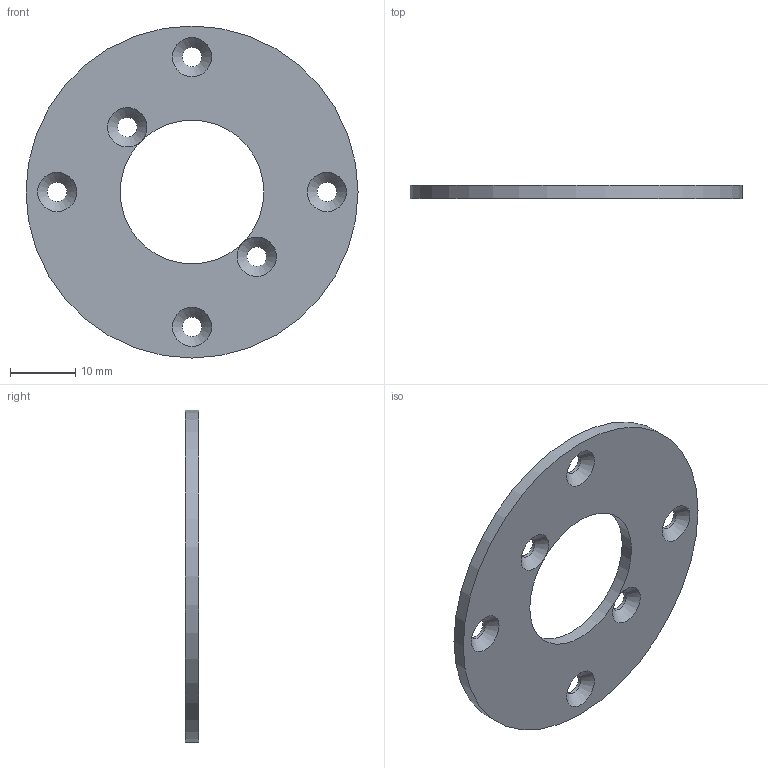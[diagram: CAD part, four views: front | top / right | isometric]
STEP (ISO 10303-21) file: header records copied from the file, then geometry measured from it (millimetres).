
FILE_DESCRIPTION(/* description */ (''),/* implementation_level */ '2;1');
FILE_NAME(/* name */ 'anschluss_programmer.stp',/* time_stamp */ '2019-02-22T18:40:13+01:00',/* author */ ('wepet'),/* organization */ (''),/* preprocessor_version */ 'ST-DEVELOPER v16.13',/* originating_system */ 'Autodesk Inventor 2018',/* authorisation */ '');
FILE_SCHEMA (('AUTOMOTIVE_DESIGN { 1 0 10303 214 3 1 1 }'));
Length unit declared in the file: millimetre
Products named in the file (1): anschluss_daten
Bounding box: 50.8 x 2 x 50.8 mm (x, y, z)
Volume: 3123.7 mm3; surface area: 3747 mm2
Topology: 1 solids, 1 shells, 16 faces, 53 edges, 49 vertices
Faces by surface type: cylinder 8, cone 6, plane 2
Full cylindrical faces by diameter (mm): 3 x6, 22 x1, 50.8 x1
Entity records: 530 total; most frequent: CARTESIAN_POINT 82, DIRECTION 80, EDGE_LOOP 44, ORIENTED_EDGE 44, AXIS2_PLACEMENT_3D 40, FACE_BOUND 28, CIRCLE 23, VERTEX_POINT 22
